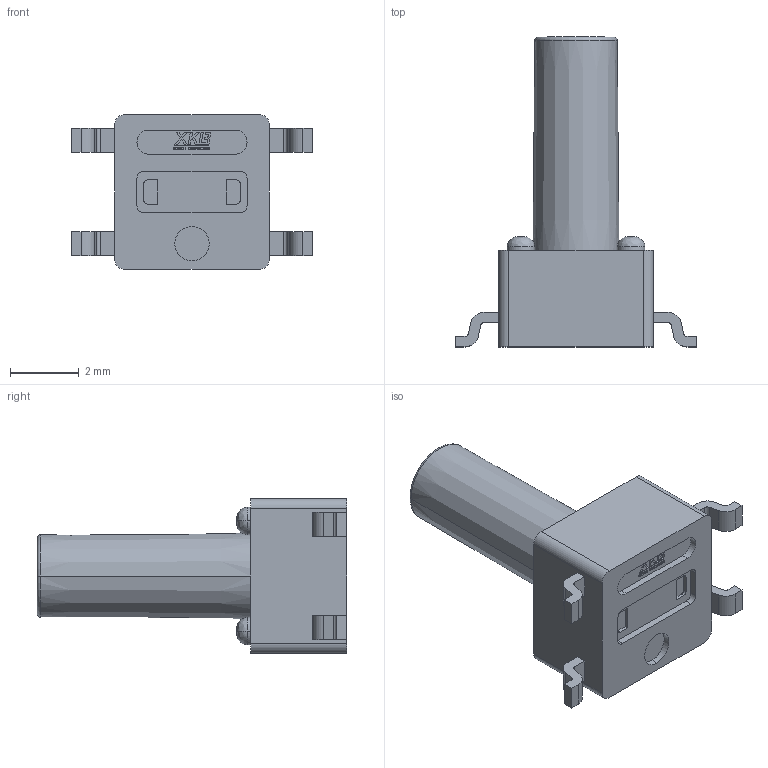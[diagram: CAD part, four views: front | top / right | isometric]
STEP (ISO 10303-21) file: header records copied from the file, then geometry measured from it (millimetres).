
FILE_DESCRIPTION((''),'2;1');
FILE_NAME('TS-1109S-X-L','2019-11-21T',('Administrator'),(''),'PRO/ENGINEER BY PARAMETRIC TECHNOLOGY CORPORATION, 2010280','PRO/ENGINEER BY PARAMETRIC TECHNOLOGY CORPORATION, 2010280','');
FILE_SCHEMA(('CONFIG_CONTROL_DESIGN'));
Length unit declared in the file: millimetre
Products named in the file (1): TS-1109S-X-L
Bounding box: 7 x 9 x 4.5 mm (x, y, z)
Volume: 86.3 mm3; surface area: 157.1 mm2
Topology: 1 solids, 1 shells, 552 faces, 1538 edges, 1022 vertices
Faces by surface type: plane 496, cylinder 44, bspline 8, cone 2, torus 2
Entity records: 17636 total; most frequent: CARTESIAN_POINT 3328, ORIENTED_EDGE 3076, DIRECTION 2738, EDGE_CURVE 1538, VECTOR 1426, LINE 1426, VERTEX_POINT 1022, AXIS2_PLACEMENT_3D 656
